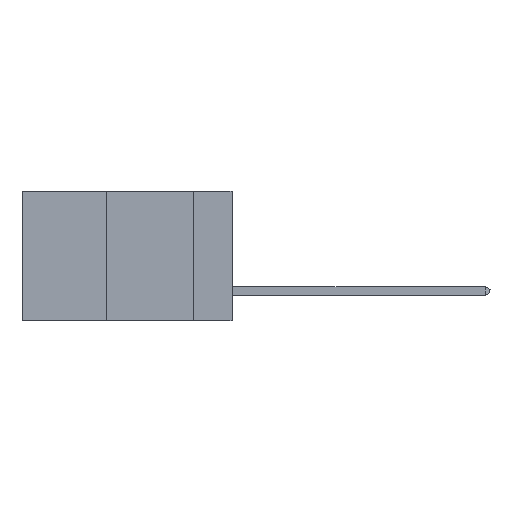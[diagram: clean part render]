
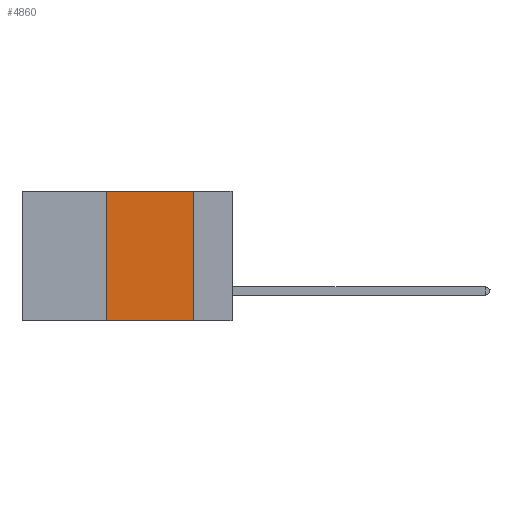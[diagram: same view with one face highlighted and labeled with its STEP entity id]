
A CAD part, left-side view. The second image highlights one B-rep face of the part: STEP entity #4860.
In plain terms, the highlighted planar face has unit normal (-1, 0, 0).
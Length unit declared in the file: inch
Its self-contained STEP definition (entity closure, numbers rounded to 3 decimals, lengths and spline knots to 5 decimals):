
#2523 = CARTESIAN_POINT ( 'NONE',  ( 0., 0.11, -0.37 ) ) ;
#2724 = VERTEX_POINT ( 'NONE', #6966 ) ;
#4302 = AXIS2_PLACEMENT_3D ( 'NONE', #14154, #27168, #16713 ) ;
#4528 = VECTOR ( 'NONE', #26073, 39.37008 ) ;
#4709 = DIRECTION ( 'NONE',  ( 0., -1., 0. ) ) ;
#4860 = ADVANCED_FACE ( 'NONE', ( #21909 ), #25202, .F. ) ;
#6716 = EDGE_CURVE ( 'NONE', #18289, #2724, #20242, .T. ) ;
#6966 = CARTESIAN_POINT ( 'NONE',  ( 0., 0.36, 0. ) ) ;
#7307 = CARTESIAN_POINT ( 'NONE',  ( 0., 0.6, 0. ) ) ;
#7399 = DIRECTION ( 'NONE',  ( 0., -1., 0. ) ) ;
#8774 = VECTOR ( 'NONE', #10360, 39.37008 ) ;
#9656 = ORIENTED_EDGE ( 'NONE', *, *, #6716, .F. ) ;
#10020 = EDGE_CURVE ( 'NONE', #10104, #10074, #24738, .T. ) ;
#10074 = VERTEX_POINT ( 'NONE', #2523 ) ;
#10104 = VERTEX_POINT ( 'NONE', #20077 ) ;
#10325 = EDGE_LOOP ( 'NONE', ( #14335, #26929, #9656, #17704 ) ) ;
#10360 = DIRECTION ( 'NONE',  ( 0., 0., 1. ) ) ;
#11702 = VECTOR ( 'NONE', #4709, 39.37008 ) ;
#12346 = CARTESIAN_POINT ( 'NONE',  ( 0., 0.36, -0.37 ) ) ;
#12352 = VECTOR ( 'NONE', #7399, 39.37008 ) ;
#12949 = CARTESIAN_POINT ( 'NONE',  ( 0., 0.6, -0.37 ) ) ;
#14154 = CARTESIAN_POINT ( 'NONE',  ( 0., 0.6, 0. ) ) ;
#14335 = ORIENTED_EDGE ( 'NONE', *, *, #10020, .F. ) ;
#16713 = DIRECTION ( 'NONE',  ( 0., 0., -1. ) ) ;
#17704 = ORIENTED_EDGE ( 'NONE', *, *, #25343, .T. ) ;
#18289 = VERTEX_POINT ( 'NONE', #12346 ) ;
#18726 = EDGE_CURVE ( 'NONE', #2724, #10104, #25435, .T. ) ;
#20077 = CARTESIAN_POINT ( 'NONE',  ( 0., 0.11, 0. ) ) ;
#20146 = LINE ( 'NONE', #12949, #11702 ) ;
#20242 = LINE ( 'NONE', #23065, #8774 ) ;
#21909 = FACE_OUTER_BOUND ( 'NONE', #10325, .T. ) ;
#23065 = CARTESIAN_POINT ( 'NONE',  ( 0., 0.36, 0. ) ) ;
#23910 = CARTESIAN_POINT ( 'NONE',  ( 0., 0.11, 0. ) ) ;
#24738 = LINE ( 'NONE', #23910, #4528 ) ;
#25202 = PLANE ( 'NONE',  #4302 ) ;
#25343 = EDGE_CURVE ( 'NONE', #18289, #10074, #20146, .T. ) ;
#25435 = LINE ( 'NONE', #7307, #12352 ) ;
#26073 = DIRECTION ( 'NONE',  ( 0., 0., -1. ) ) ;
#26929 = ORIENTED_EDGE ( 'NONE', *, *, #18726, .F. ) ;
#27168 = DIRECTION ( 'NONE',  ( 1., 0., 0. ) ) ;
